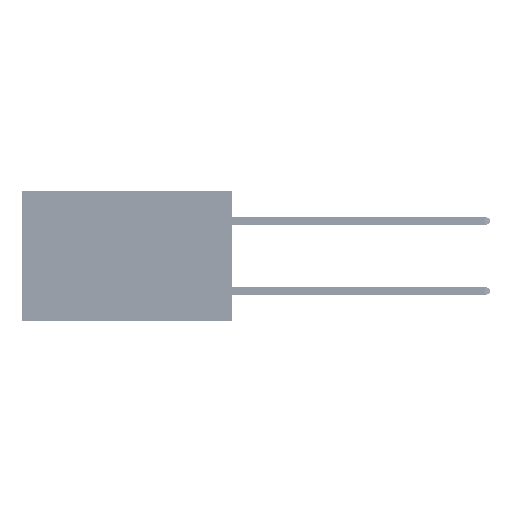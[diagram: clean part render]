
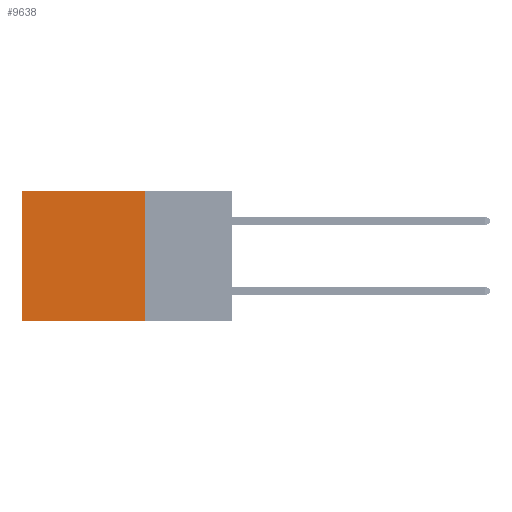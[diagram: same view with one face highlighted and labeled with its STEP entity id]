
A CAD part, left-side view. The second image highlights one B-rep face of the part: STEP entity #9638.
In plain terms, the highlighted planar face has unit normal (-1, 0, 0).
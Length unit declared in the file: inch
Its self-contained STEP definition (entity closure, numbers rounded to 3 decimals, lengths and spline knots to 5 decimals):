
#343 = ORIENTED_EDGE ( 'NONE', *, *, #47676, .F. ) ;
#509 = ORIENTED_EDGE ( 'NONE', *, *, #50571, .F. ) ;
#984 = CARTESIAN_POINT ( 'NONE',  ( 0.2875, 0.6, 0. ) ) ;
#4340 = VECTOR ( 'NONE', #31052, 39.37008 ) ;
#4949 = DIRECTION ( 'NONE',  ( 0., 0., -1. ) ) ;
#7342 = CARTESIAN_POINT ( 'NONE',  ( 0.2875, 0.25, -0.37 ) ) ;
#9638 = ADVANCED_FACE ( 'NONE', ( #24515 ), #16499, .F. ) ;
#9669 = AXIS2_PLACEMENT_3D ( 'NONE', #49275, #45395, #4949 ) ;
#10367 = CARTESIAN_POINT ( 'NONE',  ( 0.2875, 0.6, 0. ) ) ;
#10685 = CARTESIAN_POINT ( 'NONE',  ( 0.2875, 0.25, -0.37 ) ) ;
#12746 = DIRECTION ( 'NONE',  ( 0., 1., 0. ) ) ;
#13498 = CARTESIAN_POINT ( 'NONE',  ( 0.2875, 0.6, -0.37 ) ) ;
#16499 = PLANE ( 'NONE',  #9669 ) ;
#16612 = CARTESIAN_POINT ( 'NONE',  ( 0.2875, 0.25, 0. ) ) ;
#18677 = LINE ( 'NONE', #21027, #36407 ) ;
#19624 = EDGE_CURVE ( 'NONE', #26230, #37167, #18677, .T. ) ;
#20866 = DIRECTION ( 'NONE',  ( 0., 0., -1. ) ) ;
#21027 = CARTESIAN_POINT ( 'NONE',  ( 0.2875, 0.25, 0. ) ) ;
#22018 = EDGE_LOOP ( 'NONE', ( #38450, #343, #509, #23115 ) ) ;
#22911 = LINE ( 'NONE', #35503, #28606 ) ;
#23115 = ORIENTED_EDGE ( 'NONE', *, *, #19624, .T. ) ;
#24515 = FACE_OUTER_BOUND ( 'NONE', #22018, .T. ) ;
#25889 = LINE ( 'NONE', #7342, #4340 ) ;
#26230 = VERTEX_POINT ( 'NONE', #16612 ) ;
#28606 = VECTOR ( 'NONE', #39090, 39.37008 ) ;
#30361 = VERTEX_POINT ( 'NONE', #10685 ) ;
#31052 = DIRECTION ( 'NONE',  ( 0., 1., 0. ) ) ;
#35503 = CARTESIAN_POINT ( 'NONE',  ( 0.2875, 0.25, 0. ) ) ;
#36407 = VECTOR ( 'NONE', #12746, 39.37008 ) ;
#37167 = VERTEX_POINT ( 'NONE', #10367 ) ;
#38450 = ORIENTED_EDGE ( 'NONE', *, *, #45208, .T. ) ;
#39090 = DIRECTION ( 'NONE',  ( 0., 0., -1. ) ) ;
#39446 = VECTOR ( 'NONE', #20866, 39.37008 ) ;
#42471 = VERTEX_POINT ( 'NONE', #13498 ) ;
#45208 = EDGE_CURVE ( 'NONE', #37167, #42471, #47694, .T. ) ;
#45395 = DIRECTION ( 'NONE',  ( 1., 0., 0. ) ) ;
#47676 = EDGE_CURVE ( 'NONE', #30361, #42471, #25889, .T. ) ;
#47694 = LINE ( 'NONE', #984, #39446 ) ;
#49275 = CARTESIAN_POINT ( 'NONE',  ( 0.2875, 0.25, 0. ) ) ;
#50571 = EDGE_CURVE ( 'NONE', #26230, #30361, #22911, .T. ) ;
